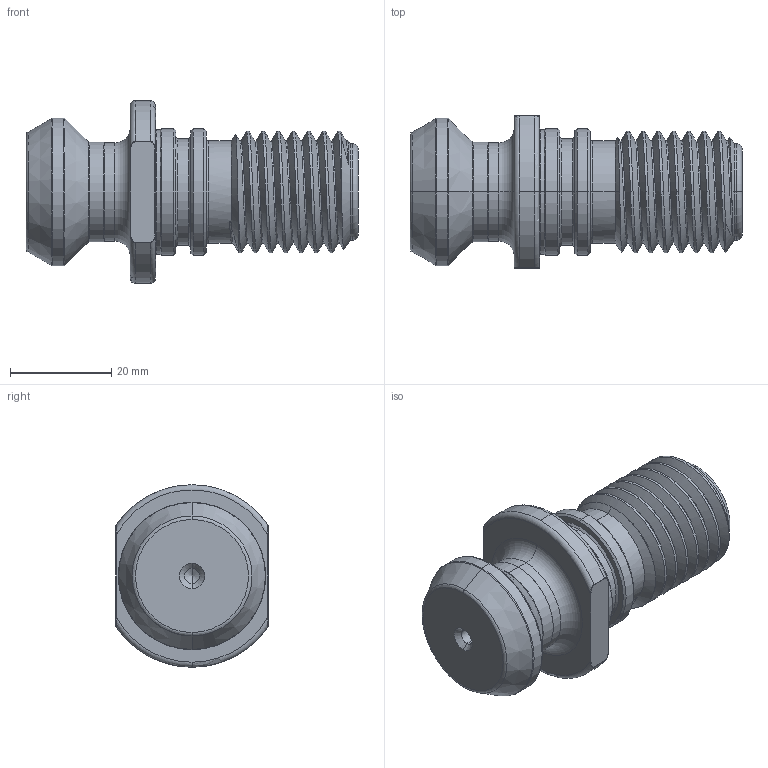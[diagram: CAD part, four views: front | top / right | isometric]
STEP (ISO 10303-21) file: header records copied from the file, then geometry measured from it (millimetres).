
FILE_DESCRIPTION (( 'STEP AP203' ), '1' );
FILE_NAME ('504.20.24.30.0.STEP', '2022-11-22T02:16:09', ( 'User' ), ( 'China' ), 'SwSTEP 2.0', 'SolidWorks 2016', '' );
FILE_SCHEMA (( 'CONFIG_CONTROL_DESIGN' ));
Length unit declared in the file: millimetre
Products named in the file (1): 504.20.24.30.0
Bounding box: 65.5 x 30 x 36 mm (x, y, z)
Volume: 29257.2 mm3; surface area: 8357.3 mm2
Topology: 1 solids, 1 shells, 125 faces, 282 edges, 163 vertices
Faces by surface type: cylinder 48, cone 33, torus 22, plane 11, bspline 11
Entity records: 5999 total; most frequent: CARTESIAN_POINT 3266, DIRECTION 576, ORIENTED_EDGE 556, EDGE_CURVE 278, AXIS2_PLACEMENT_3D 245, VERTEX_POINT 163, EDGE_LOOP 133, CIRCLE 130
